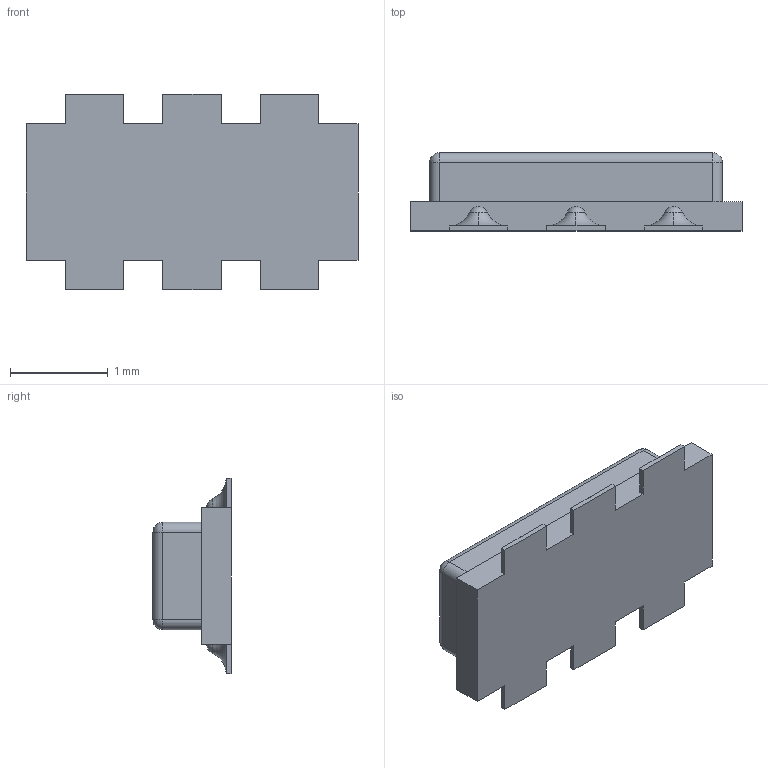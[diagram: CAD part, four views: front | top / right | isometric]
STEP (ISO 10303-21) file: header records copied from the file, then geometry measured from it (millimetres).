
FILE_DESCRIPTION (( 'STEP AP203' ), '1' );
FILE_NAME ('16mhz crystal - measured_Default_sldprt.STEP', '2024-02-04T16:43:06', ( '' ), ( '' ), 'SwSTEP 2.0', 'SolidWorks 2023', '' );
FILE_SCHEMA (( 'CONFIG_CONTROL_DESIGN' ));
Length unit declared in the file: millimetre
Products named in the file (1): 16mhz crystal - measured_Default_sldprt
Bounding box: 3.4 x 0.8 x 2 mm (x, y, z)
Volume: 3.1 mm3; surface area: 18.3 mm2
Topology: 1 solids, 1 shells, 71 faces, 175 edges, 103 vertices
Faces by surface type: plane 41, sphere 13, torus 9, cylinder 8
Entity records: 2125 total; most frequent: DIRECTION 382, CARTESIAN_POINT 346, ORIENTED_EDGE 342, EDGE_CURVE 171, AXIS2_PLACEMENT_3D 139, VECTOR 104, LINE 104, VERTEX_POINT 103
